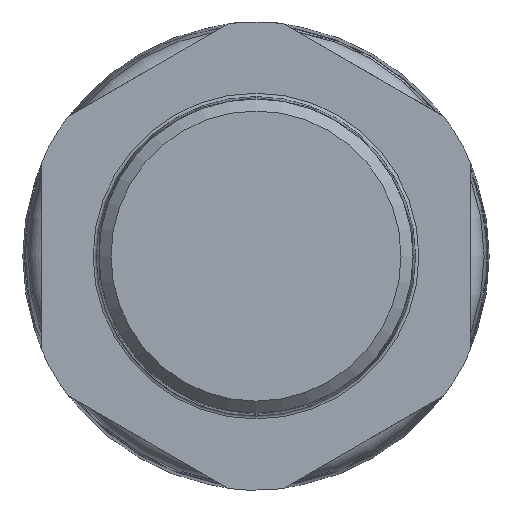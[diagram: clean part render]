
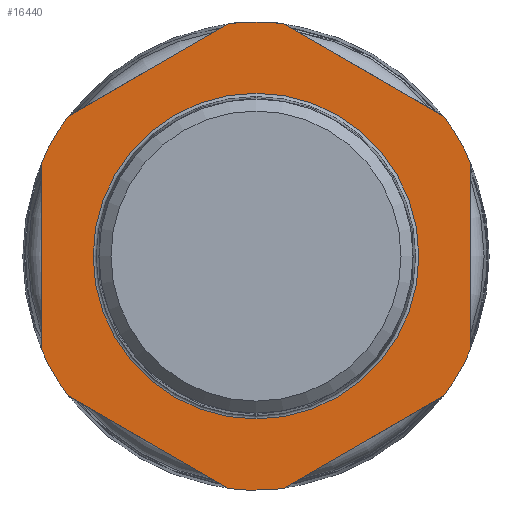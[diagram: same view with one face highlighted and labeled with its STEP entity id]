
A CAD part, left-side view. The second image highlights one B-rep face of the part: STEP entity #16440.
In plain terms, the highlighted planar face has unit normal (-1, 0, 0).
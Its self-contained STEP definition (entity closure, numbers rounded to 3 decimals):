
#619=FACE_BOUND('',#3326,.T.);
#1406=CIRCLE('',#17956,24.63);
#1407=CIRCLE('',#17957,24.63);
#1411=CIRCLE('',#17963,35.4);
#1412=CIRCLE('',#17964,35.4);
#1413=CIRCLE('',#17965,35.4);
#1414=CIRCLE('',#17966,35.4);
#1415=CIRCLE('',#17967,35.4);
#1416=CIRCLE('',#17968,35.4);
#2425=FACE_OUTER_BOUND('',#3325,.T.);
#3325=EDGE_LOOP('',(#14289,#14290,#14291,#14292,#14293,#14294,#14295,#14296,
#14297,#14298,#14299,#14300));
#3326=EDGE_LOOP('',(#14301,#14302));
#4064=LINE('',#34558,#4797);
#4065=LINE('',#34562,#4798);
#4066=LINE('',#34566,#4799);
#4067=LINE('',#34570,#4800);
#4068=LINE('',#34574,#4801);
#4069=LINE('',#34578,#4802);
#4797=VECTOR('',#21679,10.);
#4798=VECTOR('',#21682,10.);
#4799=VECTOR('',#21685,10.);
#4800=VECTOR('',#21688,10.);
#4801=VECTOR('',#21691,10.);
#4802=VECTOR('',#21694,10.);
#7115=VERTEX_POINT('',#34543);
#7116=VERTEX_POINT('',#34545);
#7119=VERTEX_POINT('',#34556);
#7120=VERTEX_POINT('',#34557);
#7121=VERTEX_POINT('',#34559);
#7122=VERTEX_POINT('',#34561);
#7123=VERTEX_POINT('',#34563);
#7124=VERTEX_POINT('',#34565);
#7125=VERTEX_POINT('',#34567);
#7126=VERTEX_POINT('',#34569);
#7127=VERTEX_POINT('',#34571);
#7128=VERTEX_POINT('',#34573);
#7129=VERTEX_POINT('',#34575);
#7130=VERTEX_POINT('',#34577);
#9515=EDGE_CURVE('',#7115,#7116,#1406,.T.);
#9516=EDGE_CURVE('',#7116,#7115,#1407,.T.);
#9521=EDGE_CURVE('',#7119,#7120,#4064,.T.);
#9522=EDGE_CURVE('',#7121,#7120,#1411,.T.);
#9523=EDGE_CURVE('',#7121,#7122,#4065,.T.);
#9524=EDGE_CURVE('',#7123,#7122,#1412,.T.);
#9525=EDGE_CURVE('',#7123,#7124,#4066,.T.);
#9526=EDGE_CURVE('',#7125,#7124,#1413,.T.);
#9527=EDGE_CURVE('',#7125,#7126,#4067,.T.);
#9528=EDGE_CURVE('',#7127,#7126,#1414,.T.);
#9529=EDGE_CURVE('',#7127,#7128,#4068,.T.);
#9530=EDGE_CURVE('',#7129,#7128,#1415,.T.);
#9531=EDGE_CURVE('',#7129,#7130,#4069,.T.);
#9532=EDGE_CURVE('',#7119,#7130,#1416,.T.);
#14289=ORIENTED_EDGE('',*,*,#9521,.T.);
#14290=ORIENTED_EDGE('',*,*,#9522,.F.);
#14291=ORIENTED_EDGE('',*,*,#9523,.T.);
#14292=ORIENTED_EDGE('',*,*,#9524,.F.);
#14293=ORIENTED_EDGE('',*,*,#9525,.T.);
#14294=ORIENTED_EDGE('',*,*,#9526,.F.);
#14295=ORIENTED_EDGE('',*,*,#9527,.T.);
#14296=ORIENTED_EDGE('',*,*,#9528,.F.);
#14297=ORIENTED_EDGE('',*,*,#9529,.T.);
#14298=ORIENTED_EDGE('',*,*,#9530,.F.);
#14299=ORIENTED_EDGE('',*,*,#9531,.T.);
#14300=ORIENTED_EDGE('',*,*,#9532,.F.);
#14301=ORIENTED_EDGE('',*,*,#9516,.F.);
#14302=ORIENTED_EDGE('',*,*,#9515,.F.);
#14757=PLANE('',#17962);
#16440=ADVANCED_FACE('',(#2425,#619),#14757,.T.);
#17956=AXIS2_PLACEMENT_3D('',#34546,#21664,#21665);
#17957=AXIS2_PLACEMENT_3D('',#34547,#21666,#21667);
#17962=AXIS2_PLACEMENT_3D('',#34555,#21677,#21678);
#17963=AXIS2_PLACEMENT_3D('',#34560,#21680,#21681);
#17964=AXIS2_PLACEMENT_3D('',#34564,#21683,#21684);
#17965=AXIS2_PLACEMENT_3D('',#34568,#21686,#21687);
#17966=AXIS2_PLACEMENT_3D('',#34572,#21689,#21690);
#17967=AXIS2_PLACEMENT_3D('',#34576,#21692,#21693);
#17968=AXIS2_PLACEMENT_3D('',#34579,#21695,#21696);
#21664=DIRECTION('center_axis',(-1.,0.,0.));
#21665=DIRECTION('ref_axis',(0.,0.,
-1.));
#21666=DIRECTION('center_axis',(-1.,0.,0.));
#21667=DIRECTION('ref_axis',(0.,0.,
-1.));
#21677=DIRECTION('center_axis',(-1.,0.,0.));
#21678=DIRECTION('ref_axis',(0.,0.,
-1.));
#21679=DIRECTION('',(0.,0.866,-0.5));
#21680=DIRECTION('center_axis',(1.,0.,0.));
#21681=DIRECTION('ref_axis',(0.,0.,
1.));
#21682=DIRECTION('',(0.,0.,-1.));
#21683=DIRECTION('center_axis',(1.,0.,0.));
#21684=DIRECTION('ref_axis',(0.,0.,
1.));
#21685=DIRECTION('',(0.,-0.866,-0.5));
#21686=DIRECTION('center_axis',(1.,0.,0.));
#21687=DIRECTION('ref_axis',(0.,0.,
1.));
#21688=DIRECTION('',(0.,-0.866,0.5));
#21689=DIRECTION('center_axis',(1.,0.,0.));
#21690=DIRECTION('ref_axis',(0.,0.,
1.));
#21691=DIRECTION('',(0.,0.,1.));
#21692=DIRECTION('center_axis',(1.,0.,0.));
#21693=DIRECTION('ref_axis',(0.,0.,
1.));
#21694=DIRECTION('',(0.,0.866,0.5));
#21695=DIRECTION('center_axis',(1.,0.,0.));
#21696=DIRECTION('ref_axis',(0.,0.,
1.));
#34543=CARTESIAN_POINT('',(-31.438,0.,-24.63));
#34545=CARTESIAN_POINT('',(-31.438,0.,24.63));
#34546=CARTESIAN_POINT('Origin',(-31.438,0.,
0.));
#34547=CARTESIAN_POINT('Origin',(-31.438,0.,
0.));
#34555=CARTESIAN_POINT('Origin',(-31.438,-35.4,0.));
#34556=CARTESIAN_POINT('',(-31.438,4.098,35.162));
#34557=CARTESIAN_POINT('',(-31.438,28.402,21.13));
#34558=CARTESIAN_POINT('',(-31.438,-3.101,39.318));
#34559=CARTESIAN_POINT('',(-31.438,32.5,14.032));
#34560=CARTESIAN_POINT('Origin',(-31.438,0.,
0.));
#34561=CARTESIAN_POINT('',(-31.438,32.5,-14.032));
#34562=CARTESIAN_POINT('',(-31.438,32.5,7.016));
#34563=CARTESIAN_POINT('',(-31.438,28.402,-21.13));
#34564=CARTESIAN_POINT('Origin',(-31.438,0.,
0.));
#34565=CARTESIAN_POINT('',(-31.438,4.098,-35.162));
#34566=CARTESIAN_POINT('',(-31.438,9.051,-32.302));
#34567=CARTESIAN_POINT('',(-31.438,-4.098,-35.162));
#34568=CARTESIAN_POINT('Origin',(-31.438,0.,
0.));
#34569=CARTESIAN_POINT('',(-31.438,-28.402,-21.13));
#34570=CARTESIAN_POINT('',(-31.438,-23.449,-23.99));
#34571=CARTESIAN_POINT('',(-31.438,-32.5,-14.032));
#34572=CARTESIAN_POINT('Origin',(-31.438,0.,
0.));
#34573=CARTESIAN_POINT('',(-31.438,-32.5,14.032));
#34574=CARTESIAN_POINT('',(-31.438,-32.5,-7.016));
#34575=CARTESIAN_POINT('',(-31.438,-28.402,21.13));
#34576=CARTESIAN_POINT('Origin',(-31.438,0.,
0.));
#34577=CARTESIAN_POINT('',(-31.438,-4.098,35.162));
#34578=CARTESIAN_POINT('',(-31.438,-35.601,16.973));
#34579=CARTESIAN_POINT('Origin',(-31.438,0.,
0.));
